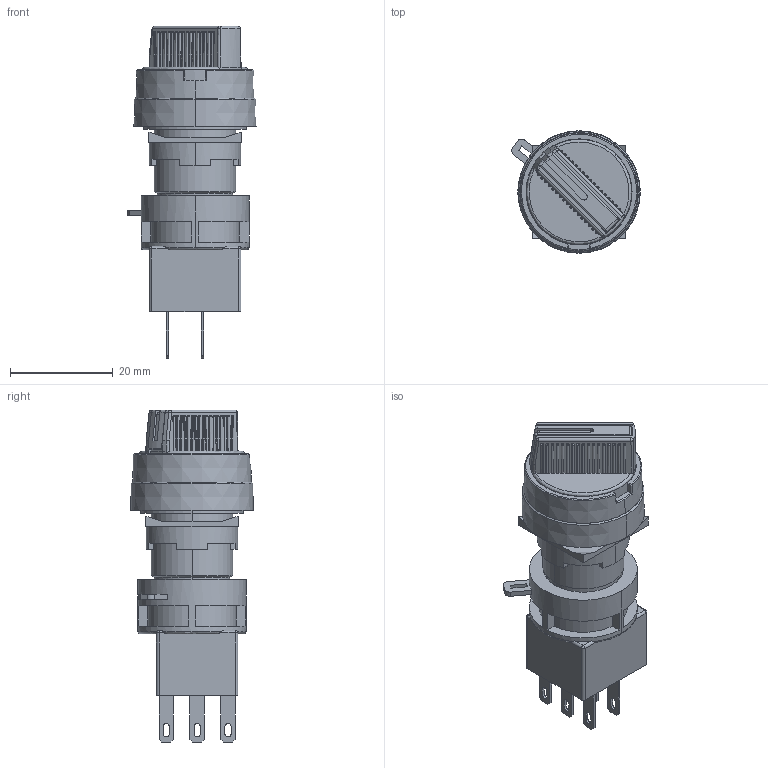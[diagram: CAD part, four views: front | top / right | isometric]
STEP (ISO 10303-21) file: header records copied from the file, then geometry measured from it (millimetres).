
FILE_DESCRIPTION (( 'STEP AP214' ), '1' );
FILE_NAME ('45_HA1S-[2][3]$Cx.STEP', '2020-10-28T02:20:17', ( 'IDEC' ), ( 'IDEC' ), 'SwSTEP 2.0', 'SolidWorks 2019', '' );
FILE_SCHEMA (( 'AUTOMOTIVE_DESIGN' ));
Length unit declared in the file: millimetre
Products named in the file (4): HA-C2; 16-NUT-SET; HA1S-BODY; 45_HA1S-[2][3]$Cx
Assembly tree (3 placements, depth 2):
  45_HA1S-[2][3]$Cx
    HA1S-BODY
    HA-C2
    16-NUT-SET
Bounding box: 24.99 x 23.8 x 64.5 mm (x, y, z)
Volume: 15070.9 mm3; surface area: 8241.2 mm2
Topology: 3 solids, 3 shells, 476 faces, 1340 edges, 878 vertices
Faces by surface type: plane 242, cylinder 114, bspline 101, cone 19
Entity records: 19988 total; most frequent: CARTESIAN_POINT 8187, ORIENTED_EDGE 2662, DIRECTION 2023, EDGE_CURVE 1331, VERTEX_POINT 878, VECTOR 713, LINE 713, AXIS2_PLACEMENT_3D 655
